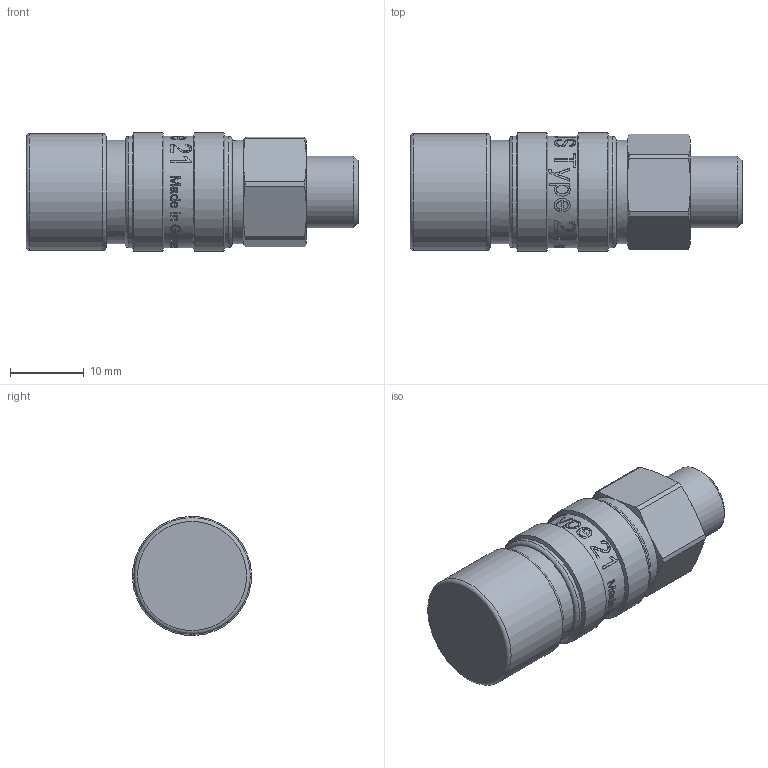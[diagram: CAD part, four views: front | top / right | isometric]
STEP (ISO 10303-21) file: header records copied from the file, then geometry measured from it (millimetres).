
FILE_DESCRIPTION((''),'2;1');
FILE_NAME('21kaaw10mpn0.stp','2015-01-13T12:01:54',('SSC01480'),(''),'Autodesk Inventor 2013','Autodesk Inventor 2013','');
FILE_SCHEMA(('AUTOMOTIVE_DESIGN { 1 0 10303 214 1 1 1 1 }'));
Length unit declared in the file: millimetre
Products named in the file (1): D113140
Bounding box: 45.02 x 16.13 x 16.13 mm (x, y, z)
Volume: 5915.7 mm3; surface area: 5302.4 mm2
Topology: 1 solids, 3 shells, 441 faces, 1165 edges, 769 vertices
Faces by surface type: bspline 178, plane 163, cylinder 63, cone 31, torus 6
Full cylindrical faces by diameter (mm): 5.932 x1, 8.2 x1, 9 x1, 9.728 x1, 10.4 x1, 10.45 x1, 10.55 x1, 10.7 x1, 11.4 x1, 12 x2, 12.15 x1, 14 x4, 15.1 x3, 15.8 x1, 16.15 x2
Entity records: 59298 total; most frequent: CARTESIAN_POINT 49651, ORIENTED_EDGE 2192, DIRECTION 1249, EDGE_CURVE 1096, VERTEX_POINT 749, EDGE_LOOP 541, B_SPLINE_CURVE_WITH_KNOTS 508, FACE_OUTER_BOUND 440
